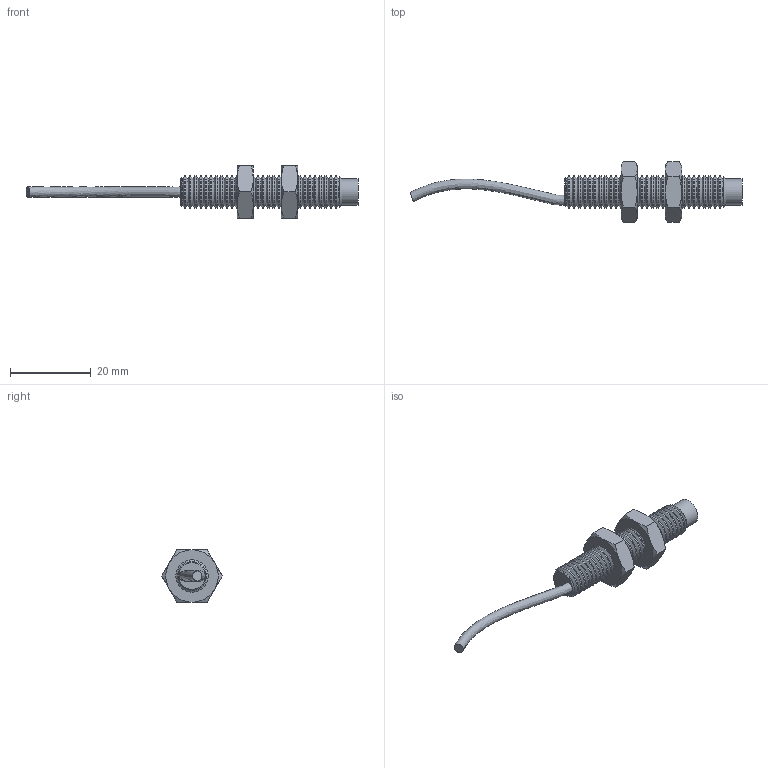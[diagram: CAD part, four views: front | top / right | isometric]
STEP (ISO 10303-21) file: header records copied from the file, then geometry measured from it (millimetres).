
FILE_DESCRIPTION (( 'STEP AP203' ), '1' );
FILE_NAME ('Sensor Indutivo M8.STEP', '2015-06-08T18:53:14', ( 'user' ), ( '' ), 'SwSTEP 2.0', 'SolidWorks 2013', '' );
FILE_SCHEMA (( 'CONFIG_CONTROL_DESIGN' ));
Length unit declared in the file: millimetre
Products named in the file (3): Porca M8 sensor indutivo; Sensor Indutivo; Sensor Indutivo M8
Assembly tree (3 placements, depth 2):
  Sensor Indutivo M8
    Sensor Indutivo
    Porca M8 sensor indutivo  x2
Bounding box: 82.34 x 15.01 x 13 mm (x, y, z)
Volume: 2911.1 mm3; surface area: 2934 mm2
Topology: 3 solids, 3 shells, 164 faces, 333 edges, 177 vertices
Faces by surface type: cone 90, cylinder 41, plane 20, bspline 13
Full cylindrical faces by diameter (mm): 6.5 x1, 6.8 x8, 8 x32
Entity records: 3386 total; most frequent: CARTESIAN_POINT 787, DIRECTION 516, ORIENTED_EDGE 308, AXIS2_PLACEMENT_3D 255, EDGE_LOOP 244, FACE_OUTER_BOUND 169, EDGE_CURVE 154, VERTEX_POINT 136
